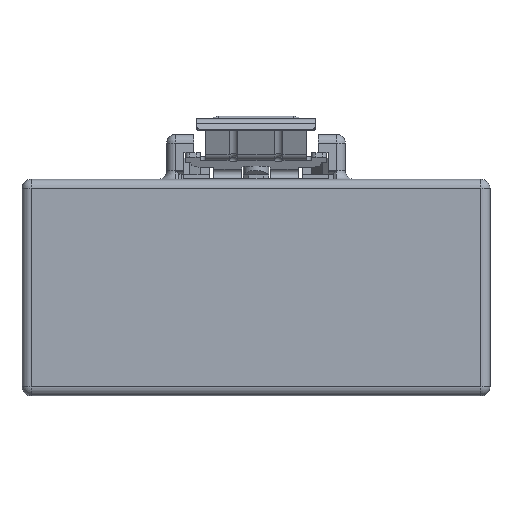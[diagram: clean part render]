
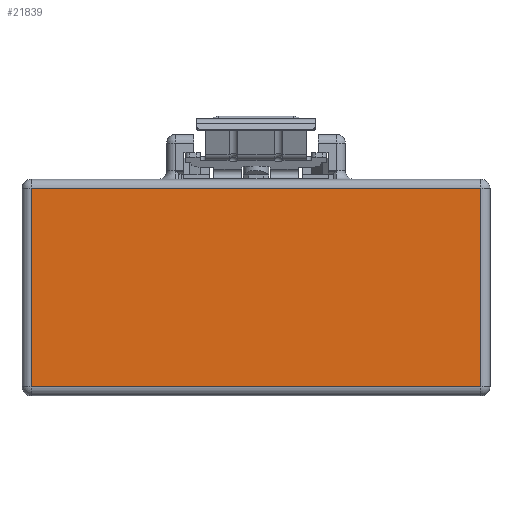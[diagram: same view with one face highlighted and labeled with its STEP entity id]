
A CAD part, top view. The second image highlights one B-rep face of the part: STEP entity #21839.
In plain terms, the highlighted planar face has unit normal (0, 0, 1).
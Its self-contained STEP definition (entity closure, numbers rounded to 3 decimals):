
#6267=DIRECTION('',(0.,-1.,0.));
#6268=VECTOR('',#6267,11.);
#6269=CARTESIAN_POINT('',(2.504,2.03,47.6));
#6270=LINE('',#6269,#6268);
#6290=DIRECTION('',(-1.,0.,0.));
#6291=VECTOR('',#6290,24.95);
#6292=CARTESIAN_POINT('',(27.454,2.03,47.6));
#6293=LINE('',#6292,#6291);
#6309=DIRECTION('',(0.,1.,0.));
#6310=VECTOR('',#6309,11.);
#6311=CARTESIAN_POINT('',(27.454,-8.97,47.6));
#6312=LINE('',#6311,#6310);
#6321=DIRECTION('',(1.,0.,0.));
#6322=VECTOR('',#6321,24.95);
#6323=CARTESIAN_POINT('',(2.504,-8.97,47.6));
#6324=LINE('',#6323,#6322);
#10816=CARTESIAN_POINT('',(2.504,2.03,47.6));
#10817=VERTEX_POINT('',#10816);
#10818=CARTESIAN_POINT('',(2.504,-8.97,47.6));
#10819=VERTEX_POINT('',#10818);
#10820=CARTESIAN_POINT('',(27.454,2.03,47.6));
#10821=VERTEX_POINT('',#10820);
#10822=CARTESIAN_POINT('',(27.454,-8.97,47.6));
#10823=VERTEX_POINT('',#10822);
#21827=CARTESIAN_POINT('',(14.979,0.,47.6));
#21828=DIRECTION('',(0.,0.,1.));
#21829=DIRECTION('',(1.,0.,0.));
#21830=AXIS2_PLACEMENT_3D('',#21827,#21828,#21829);
#21831=PLANE('',#21830);
#21832=ORIENTED_EDGE('',*,*,#21767,.F.);
#21833=ORIENTED_EDGE('',*,*,#21794,.F.);
#21834=ORIENTED_EDGE('',*,*,#21817,.F.);
#21836=ORIENTED_EDGE('',*,*,#21835,.F.);
#21837=EDGE_LOOP('',(#21832,#21833,#21834,#21836));
#21838=FACE_OUTER_BOUND('',#21837,.F.);
#21839=ADVANCED_FACE('',(#21838),#21831,.T.);
#21767=EDGE_CURVE('',#10817,#10819,#6270,.T.);
#21794=EDGE_CURVE('',#10821,#10817,#6293,.T.);
#21817=EDGE_CURVE('',#10823,#10821,#6312,.T.);
#21835=EDGE_CURVE('',#10819,#10823,#6324,.T.);
